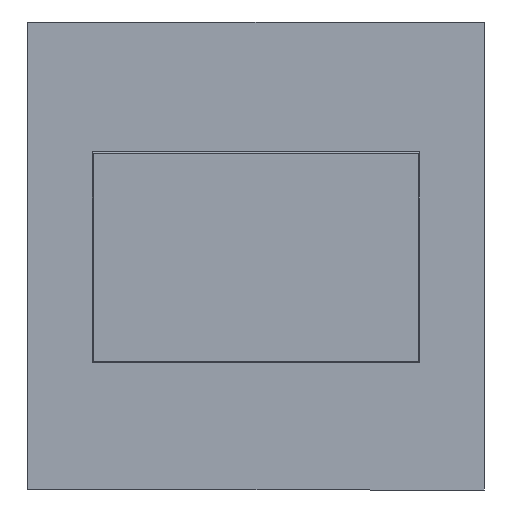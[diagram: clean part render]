
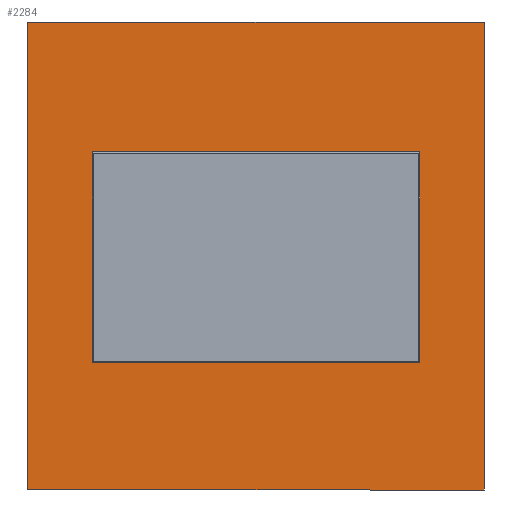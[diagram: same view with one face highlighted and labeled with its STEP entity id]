
A CAD part, front view. The second image highlights one B-rep face of the part: STEP entity #2284.
In plain terms, the highlighted planar face has unit normal (0, -1, 0).
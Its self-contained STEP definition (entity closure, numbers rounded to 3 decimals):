
#1864 = ORIENTED_EDGE ( 'NONE', *, *, #2206, .F. ) ;
#1870 = ORIENTED_EDGE ( 'NONE', *, *, #2204, .F. ) ;
#1871 = EDGE_CURVE ( 'NONE', #2042, #2334, #14148, .T. ) ;
#2040 = EDGE_CURVE ( 'NONE', #2041, #2044, #10565, .T. ) ;
#2041 = VERTEX_POINT ( 'NONE', #10560 ) ;
#2042 = VERTEX_POINT ( 'NONE', #10558 ) ;
#2043 = EDGE_LOOP ( 'NONE', ( #2201, #2178, #2181, #1870 ) ) ;
#2044 = VERTEX_POINT ( 'NONE', #10556 ) ;
#2045 = VERTEX_POINT ( 'NONE', #10555 ) ;
#2048 = VERTEX_POINT ( 'NONE', #10561 ) ;
#2167 = EDGE_LOOP ( 'NONE', ( #2168, #2186, #2200, #2180 ) ) ;
#2168 = ORIENTED_EDGE ( 'NONE', *, *, #2205, .F. ) ;
#2169 = VERTEX_POINT ( 'NONE', #10651 ) ;
#2178 = ORIENTED_EDGE ( 'NONE', *, *, #2183, .F. ) ;
#2179 = EDGE_CURVE ( 'NONE', #2182, #2202, #10636, .T. ) ;
#2180 = ORIENTED_EDGE ( 'NONE', *, *, #1871, .F. ) ;
#2181 = ORIENTED_EDGE ( 'NONE', *, *, #2179, .F. ) ;
#2182 = VERTEX_POINT ( 'NONE', #10639 ) ;
#2183 = EDGE_CURVE ( 'NONE', #2202, #2203, #10630, .T. ) ;
#2184 = EDGE_CURVE ( 'NONE', #2169, #2333, #10627, .T. ) ;
#2186 = ORIENTED_EDGE ( 'NONE', *, *, #2184, .F. ) ;
#2199 = ORIENTED_EDGE ( 'NONE', *, *, #2322, .F. ) ;
#2200 = ORIENTED_EDGE ( 'NONE', *, *, #2336, .F. ) ;
#2201 = ORIENTED_EDGE ( 'NONE', *, *, #2323, .F. ) ;
#2202 = VERTEX_POINT ( 'NONE', #11015 ) ;
#2203 = VERTEX_POINT ( 'NONE', #11037 ) ;
#2204 = EDGE_CURVE ( 'NONE', #2045, #2182, #11010, .T. ) ;
#2205 = EDGE_CURVE ( 'NONE', #2333, #2042, #11012, .T. ) ;
#2206 = EDGE_CURVE ( 'NONE', #2207, #2048, #11003, .T. ) ;
#2207 = VERTEX_POINT ( 'NONE', #10944 ) ;
#2284 = ADVANCED_FACE ( 'NONE', ( #11180, #11168, #11253 ), #11172, .F. ) ;
#2319 = ORIENTED_EDGE ( 'NONE', *, *, #2040, .F. ) ;
#2322 = EDGE_CURVE ( 'NONE', #2048, #2041, #11301, .T. ) ;
#2323 = EDGE_CURVE ( 'NONE', #2203, #2045, #11297, .T. ) ;
#2333 = VERTEX_POINT ( 'NONE', #11293 ) ;
#2334 = VERTEX_POINT ( 'NONE', #11287 ) ;
#2335 = EDGE_CURVE ( 'NONE', #2044, #2207, #11288, .T. ) ;
#2336 = EDGE_CURVE ( 'NONE', #2334, #2169, #11345, .T. ) ;
#2337 = ORIENTED_EDGE ( 'NONE', *, *, #2335, .F. ) ;
#2342 = EDGE_LOOP ( 'NONE', ( #1864, #2337, #2319, #2199 ) ) ;
#10555 = CARTESIAN_POINT ( 'NONE',  ( -20., 0., 19.5 ) ) ;
#10556 = CARTESIAN_POINT ( 'NONE',  ( -6.3, 0., 4.5 ) ) ;
#10557 = DIRECTION ( 'NONE',  ( 0., 0., -1. ) ) ;
#10558 = CARTESIAN_POINT ( 'NONE',  ( 4.8, 0., -13.5 ) ) ;
#10560 = CARTESIAN_POINT ( 'NONE',  ( -6.3, 0., 13.5 ) ) ;
#10561 = CARTESIAN_POINT ( 'NONE',  ( -4.8, 0., 13.5 ) ) ;
#10563 = VECTOR ( 'NONE', #10557, 1000. ) ;
#10564 = CARTESIAN_POINT ( 'NONE',  ( -6.3, 0., 4.5 ) ) ;
#10565 = LINE ( 'NONE', #10564, #10563 ) ;
#10618 = DIRECTION ( 'NONE',  ( -1., 0., 0. ) ) ;
#10619 = VECTOR ( 'NONE', #10618, 1000. ) ;
#10620 = CARTESIAN_POINT ( 'NONE',  ( 4.8, 0., -4.5 ) ) ;
#10622 = DIRECTION ( 'NONE',  ( -1., 0., 0. ) ) ;
#10623 = VECTOR ( 'NONE', #10622, 1000. ) ;
#10625 = DIRECTION ( 'NONE',  ( 0., 0., -1. ) ) ;
#10627 = LINE ( 'NONE', #10620, #10619 ) ;
#10629 = CARTESIAN_POINT ( 'NONE',  ( -20., 0., -19.5 ) ) ;
#10630 = LINE ( 'NONE', #10629, #10623 ) ;
#10634 = VECTOR ( 'NONE', #10625, 1000. ) ;
#10635 = CARTESIAN_POINT ( 'NONE',  ( 20., 0., -19.5 ) ) ;
#10636 = LINE ( 'NONE', #10635, #10634 ) ;
#10639 = CARTESIAN_POINT ( 'NONE',  ( 20., 0., 19.5 ) ) ;
#10651 = CARTESIAN_POINT ( 'NONE',  ( 6.3, 0., -4.5 ) ) ;
#10944 = CARTESIAN_POINT ( 'NONE',  ( -4.8, 0., 4.5 ) ) ;
#11001 = DIRECTION ( 'NONE',  ( 0., 0., 1. ) ) ;
#11002 = VECTOR ( 'NONE', #11001, 1000. ) ;
#11003 = LINE ( 'NONE', #11024, #11002 ) ;
#11004 = DIRECTION ( 'NONE',  ( 0., 0., -1. ) ) ;
#11005 = VECTOR ( 'NONE', #11004, 1000. ) ;
#11006 = CARTESIAN_POINT ( 'NONE',  ( 4.8, 0., -13.5 ) ) ;
#11008 = DIRECTION ( 'NONE',  ( 1., 0., 0. ) ) ;
#11009 = VECTOR ( 'NONE', #11008, 1000. ) ;
#11010 = LINE ( 'NONE', #11022, #11009 ) ;
#11012 = LINE ( 'NONE', #11006, #11005 ) ;
#11015 = CARTESIAN_POINT ( 'NONE',  ( 20., 0., -19.5 ) ) ;
#11022 = CARTESIAN_POINT ( 'NONE',  ( -20., 0., 19.5 ) ) ;
#11024 = CARTESIAN_POINT ( 'NONE',  ( -4.8, 0., 4.5 ) ) ;
#11037 = CARTESIAN_POINT ( 'NONE',  ( -20., 0., -19.5 ) ) ;
#11105 = DIRECTION ( 'NONE',  ( 0., 0., 1. ) ) ;
#11106 = DIRECTION ( 'NONE',  ( 0., 1., 0. ) ) ;
#11107 = CARTESIAN_POINT ( 'NONE',  ( -20., 0., 19.5 ) ) ;
#11168 = FACE_OUTER_BOUND ( 'NONE', #2043, .T. ) ;
#11172 = PLANE ( 'NONE',  #11173 ) ;
#11173 = AXIS2_PLACEMENT_3D ( 'NONE', #11107, #11106, #11105 ) ;
#11180 = FACE_BOUND ( 'NONE', #2342, .T. ) ;
#11253 = FACE_BOUND ( 'NONE', #2167, .T. ) ;
#11261 = DIRECTION ( 'NONE',  ( 0., 0., 1. ) ) ;
#11262 = VECTOR ( 'NONE', #11261, 1000. ) ;
#11263 = CARTESIAN_POINT ( 'NONE',  ( -20., 0., -19.5 ) ) ;
#11287 = CARTESIAN_POINT ( 'NONE',  ( 6.3, 0., -13.5 ) ) ;
#11288 = LINE ( 'NONE', #11349, #11348 ) ;
#11293 = CARTESIAN_POINT ( 'NONE',  ( 4.8, 0., -4.5 ) ) ;
#11297 = LINE ( 'NONE', #11263, #11262 ) ;
#11298 = DIRECTION ( 'NONE',  ( -1., 0., 0. ) ) ;
#11299 = VECTOR ( 'NONE', #11298, 1000. ) ;
#11300 = CARTESIAN_POINT ( 'NONE',  ( -4.8, 0., 13.5 ) ) ;
#11301 = LINE ( 'NONE', #11300, #11299 ) ;
#11342 = DIRECTION ( 'NONE',  ( 0., 0., 1. ) ) ;
#11343 = VECTOR ( 'NONE', #11342, 1000. ) ;
#11344 = CARTESIAN_POINT ( 'NONE',  ( 6.3, 0., -13.5 ) ) ;
#11345 = LINE ( 'NONE', #11344, #11343 ) ;
#11347 = DIRECTION ( 'NONE',  ( 1., 0., 0. ) ) ;
#11348 = VECTOR ( 'NONE', #11347, 1000. ) ;
#11349 = CARTESIAN_POINT ( 'NONE',  ( -4.8, 0., 4.5 ) ) ;
#14018 = DIRECTION ( 'NONE',  ( 1., 0., 0. ) ) ;
#14019 = VECTOR ( 'NONE', #14018, 1000. ) ;
#14130 = CARTESIAN_POINT ( 'NONE',  ( 4.8, 0., -13.5 ) ) ;
#14148 = LINE ( 'NONE', #14130, #14019 ) ;
